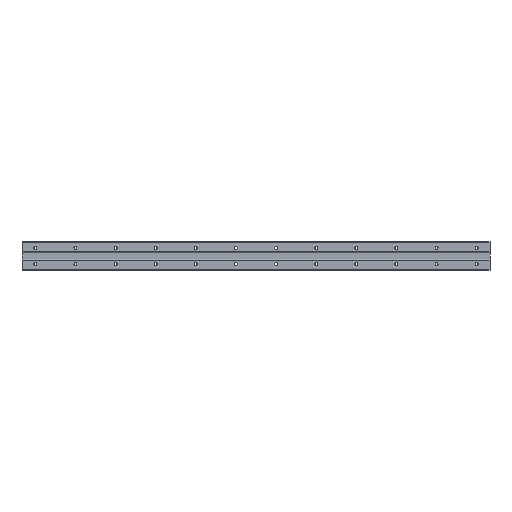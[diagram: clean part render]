
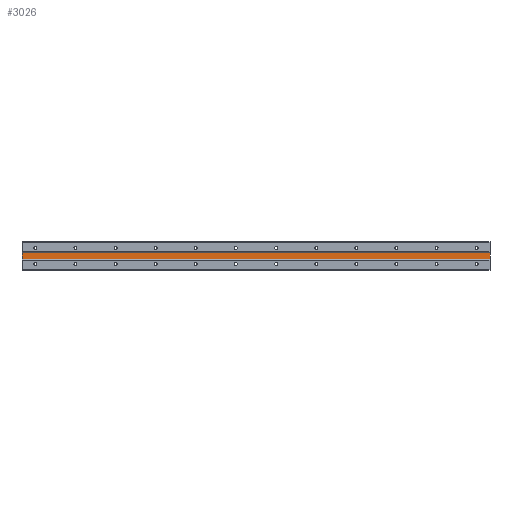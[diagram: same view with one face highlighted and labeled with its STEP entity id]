
A CAD part, front view. The second image highlights one B-rep face of the part: STEP entity #3026.
In plain terms, the highlighted planar face has unit normal (0, -1, 0).
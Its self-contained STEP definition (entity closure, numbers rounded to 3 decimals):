
#26 = LINE ( 'NONE', #1923, #2029 ) ;
#179 = DIRECTION ( 'NONE',  ( 0., 0., -1. ) ) ;
#301 = ORIENTED_EDGE ( 'NONE', *, *, #1642, .F. ) ;
#699 = VECTOR ( 'NONE', #179, 1000. ) ;
#913 = CARTESIAN_POINT ( 'NONE',  ( 680., 1., 20.827 ) ) ;
#925 = VECTOR ( 'NONE', #2899, 1000. ) ;
#931 = EDGE_CURVE ( 'NONE', #2084, #1621, #4701, .T. ) ;
#1005 = CARTESIAN_POINT ( 'NONE',  ( 680., 1., 5. ) ) ;
#1029 = PLANE ( 'NONE',  #2834 ) ;
#1246 = CARTESIAN_POINT ( 'NONE',  ( 680., 1., -5. ) ) ;
#1269 = ORIENTED_EDGE ( 'NONE', *, *, #2400, .T. ) ;
#1414 = LINE ( 'NONE', #2232, #925 ) ;
#1621 = VERTEX_POINT ( 'NONE', #4669 ) ;
#1642 = EDGE_CURVE ( 'NONE', #1621, #4071, #2856, .T. ) ;
#1748 = EDGE_CURVE ( 'NONE', #2084, #2545, #1414, .T. ) ;
#1804 = CARTESIAN_POINT ( 'NONE',  ( 680., 1., 5. ) ) ;
#1923 = CARTESIAN_POINT ( 'NONE',  ( -20., 1., 20.827 ) ) ;
#2029 = VECTOR ( 'NONE', #4560, 1000. ) ;
#2053 = CARTESIAN_POINT ( 'NONE',  ( -20., 1., -5. ) ) ;
#2084 = VERTEX_POINT ( 'NONE', #1804 ) ;
#2232 = CARTESIAN_POINT ( 'NONE',  ( 680., 1., 5. ) ) ;
#2400 = EDGE_CURVE ( 'NONE', #2545, #4071, #26, .T. ) ;
#2545 = VERTEX_POINT ( 'NONE', #3098 ) ;
#2794 = EDGE_LOOP ( 'NONE', ( #301, #2936, #4105, #1269 ) ) ;
#2834 = AXIS2_PLACEMENT_3D ( 'NONE', #1005, #4395, #3182 ) ;
#2856 = LINE ( 'NONE', #1246, #4655 ) ;
#2899 = DIRECTION ( 'NONE',  ( -1., 0., 0. ) ) ;
#2936 = ORIENTED_EDGE ( 'NONE', *, *, #931, .F. ) ;
#3026 = ADVANCED_FACE ( 'NONE', ( #4040 ), #1029, .F. ) ;
#3098 = CARTESIAN_POINT ( 'NONE',  ( -20., 1., 5. ) ) ;
#3182 = DIRECTION ( 'NONE',  ( 0., 0., 1. ) ) ;
#3561 = DIRECTION ( 'NONE',  ( -1., 0., 0. ) ) ;
#4040 = FACE_OUTER_BOUND ( 'NONE', #2794, .T. ) ;
#4071 = VERTEX_POINT ( 'NONE', #2053 ) ;
#4105 = ORIENTED_EDGE ( 'NONE', *, *, #1748, .T. ) ;
#4395 = DIRECTION ( 'NONE',  ( 0., 1., 0. ) ) ;
#4560 = DIRECTION ( 'NONE',  ( 0., 0., -1. ) ) ;
#4655 = VECTOR ( 'NONE', #3561, 1000. ) ;
#4669 = CARTESIAN_POINT ( 'NONE',  ( 680., 1., -5. ) ) ;
#4701 = LINE ( 'NONE', #913, #699 ) ;
